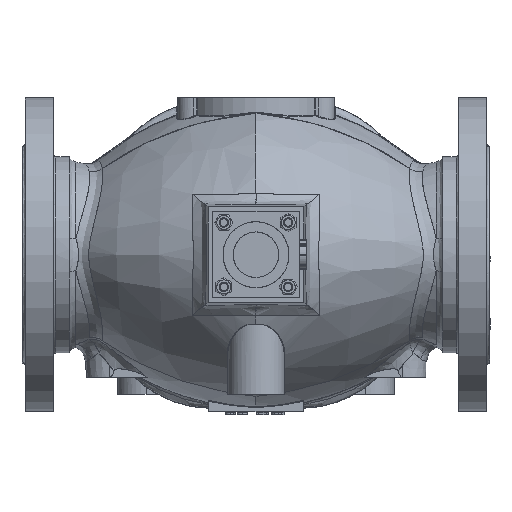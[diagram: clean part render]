
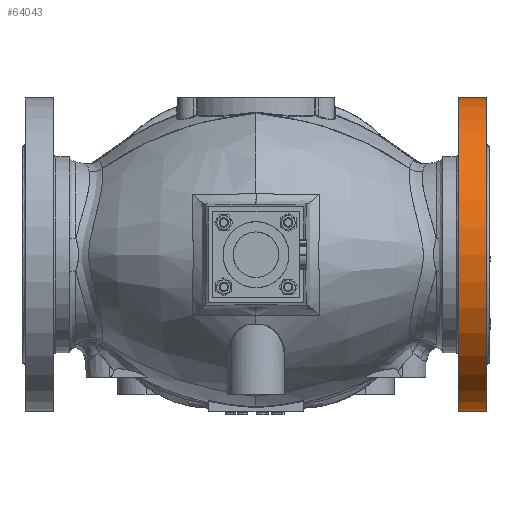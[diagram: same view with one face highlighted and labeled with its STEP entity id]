
A CAD part, front view. The second image highlights one B-rep face of the part: STEP entity #64043.
In plain terms, the highlighted cylindrical face has radius 100 mm (diameter 200 mm), a partial arc.
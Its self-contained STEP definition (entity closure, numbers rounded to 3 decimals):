
#14302 = ORIENTED_EDGE ( 'NONE', *, *, #122937, .T. ) ;
#16209 = DIRECTION ( 'NONE',  ( 1., 0., 0. ) ) ;
#19063 = CYLINDRICAL_SURFACE ( 'NONE', #156319, 100. ) ;
#19736 = VERTEX_POINT ( 'NONE', #184046 ) ;
#19792 = CARTESIAN_POINT ( 'NONE',  ( 147., 0., 0. ) ) ;
#23541 = CARTESIAN_POINT ( 'NONE',  ( 118.5, 0., 100. ) ) ;
#33984 = VECTOR ( 'NONE', #167907, 1000. ) ;
#34224 = DIRECTION ( 'NONE',  ( 0., 0., -1. ) ) ;
#37424 = LINE ( 'NONE', #112688, #46452 ) ;
#40144 = DIRECTION ( 'NONE',  ( 1., 0., 0. ) ) ;
#46452 = VECTOR ( 'NONE', #40144, 1000. ) ;
#59906 = DIRECTION ( 'NONE',  ( 1., 0., 0. ) ) ;
#63554 = CARTESIAN_POINT ( 'NONE',  ( 129., 0., 100. ) ) ;
#64043 = ADVANCED_FACE ( 'NONE', ( #66268 ), #19063, .T. ) ;
#66268 = FACE_OUTER_BOUND ( 'NONE', #186430, .T. ) ;
#69237 = CIRCLE ( 'NONE', #78766, 100. ) ;
#69819 = ORIENTED_EDGE ( 'NONE', *, *, #97208, .T. ) ;
#72182 = LINE ( 'NONE', #23541, #33984 ) ;
#73470 = VERTEX_POINT ( 'NONE', #103997 ) ;
#75632 = CARTESIAN_POINT ( 'NONE',  ( 118.5, 0., 0. ) ) ;
#78766 = AXIS2_PLACEMENT_3D ( 'NONE', #19792, #120606, #34224 ) ;
#88083 = CIRCLE ( 'NONE', #126984, 100. ) ;
#90158 = DIRECTION ( 'NONE',  ( 0., 0., -1. ) ) ;
#97208 = EDGE_CURVE ( 'NONE', #186698, #159275, #72182, .T. ) ;
#102468 = CARTESIAN_POINT ( 'NONE',  ( 129., 0., 0. ) ) ;
#103997 = CARTESIAN_POINT ( 'NONE',  ( 129., 0., -100. ) ) ;
#112688 = CARTESIAN_POINT ( 'NONE',  ( 118.5, 0., -100. ) ) ;
#116041 = CARTESIAN_POINT ( 'NONE',  ( 147., 0., 100. ) ) ;
#117022 = DIRECTION ( 'NONE',  ( 0., 0., -1. ) ) ;
#120606 = DIRECTION ( 'NONE',  ( -1., 0., 0. ) ) ;
#122937 = EDGE_CURVE ( 'NONE', #159275, #73470, #88083, .T. ) ;
#126984 = AXIS2_PLACEMENT_3D ( 'NONE', #102468, #16209, #117022 ) ;
#129676 = EDGE_CURVE ( 'NONE', #19736, #186698, #69237, .T. ) ;
#139077 = ORIENTED_EDGE ( 'NONE', *, *, #168833, .T. ) ;
#140900 = ORIENTED_EDGE ( 'NONE', *, *, #129676, .T. ) ;
#156319 = AXIS2_PLACEMENT_3D ( 'NONE', #75632, #59906, #90158 ) ;
#159275 = VERTEX_POINT ( 'NONE', #63554 ) ;
#167907 = DIRECTION ( 'NONE',  ( -1., 0., 0. ) ) ;
#168833 = EDGE_CURVE ( 'NONE', #73470, #19736, #37424, .T. ) ;
#184046 = CARTESIAN_POINT ( 'NONE',  ( 147., 0., -100. ) ) ;
#186430 = EDGE_LOOP ( 'NONE', ( #139077, #140900, #69819, #14302 ) ) ;
#186698 = VERTEX_POINT ( 'NONE', #116041 ) ;
